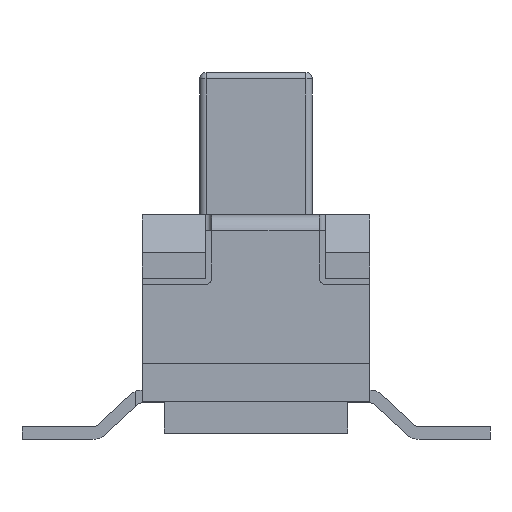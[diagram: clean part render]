
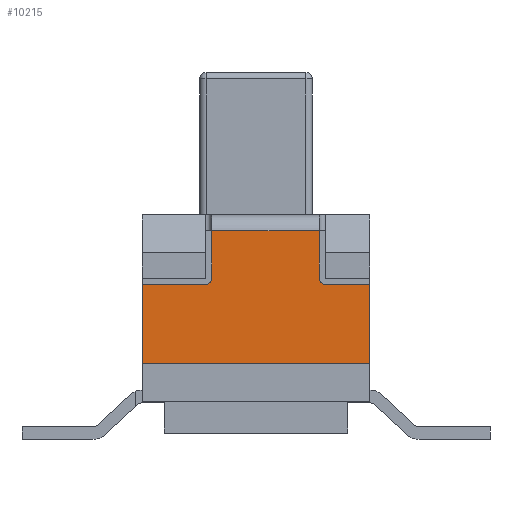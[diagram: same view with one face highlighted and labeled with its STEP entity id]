
A CAD part, left-side view. The second image highlights one B-rep face of the part: STEP entity #10215.
In plain terms, the highlighted planar face has unit normal (-1, 0, 0).
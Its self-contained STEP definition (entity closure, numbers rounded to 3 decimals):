
#214 = LINE ( 'NONE', #8694, #9234 ) ;
#313 = VERTEX_POINT ( 'NONE', #11247 ) ;
#717 = CARTESIAN_POINT ( 'NONE',  ( -4.55, -1.8, -1.1 ) ) ;
#951 = VECTOR ( 'NONE', #6809, 1000. ) ;
#1056 = DIRECTION ( 'NONE',  ( 0., 1., 0. ) ) ;
#1801 = CARTESIAN_POINT ( 'NONE',  ( -4.55, 1.8, -2.353 ) ) ;
#2695 = CARTESIAN_POINT ( 'NONE',  ( -4.55, -1.8, -2.353 ) ) ;
#3061 = VERTEX_POINT ( 'NONE', #10927 ) ;
#3191 = AXIS2_PLACEMENT_3D ( 'NONE', #12650, #9688, #15754 ) ;
#3357 = DIRECTION ( 'NONE',  ( 0., 0., -1. ) ) ;
#3397 = ORIENTED_EDGE ( 'NONE', *, *, #8421, .T. ) ;
#3481 = ORIENTED_EDGE ( 'NONE', *, *, #5426, .T. ) ;
#3553 = LINE ( 'NONE', #15271, #11998 ) ;
#3773 = CARTESIAN_POINT ( 'NONE',  ( -4.55, -1.8, -2.353 ) ) ;
#3782 = LINE ( 'NONE', #717, #4025 ) ;
#4025 = VECTOR ( 'NONE', #11446, 1000. ) ;
#4479 = VECTOR ( 'NONE', #13786, 1000. ) ;
#5279 = LINE ( 'NONE', #13856, #6986 ) ;
#5305 = DIRECTION ( 'NONE',  ( 1., 0., 0. ) ) ;
#5367 = CARTESIAN_POINT ( 'NONE',  ( -4.55, -1., -0.25 ) ) ;
#5426 = EDGE_CURVE ( 'NONE', #9997, #13713, #19091, .T. ) ;
#5521 = VERTEX_POINT ( 'NONE', #19469 ) ;
#5650 = CARTESIAN_POINT ( 'NONE',  ( -4.55, 1.8, -1.1 ) ) ;
#5686 = CIRCLE ( 'NONE', #9127, 0.1 ) ;
#5721 = VERTEX_POINT ( 'NONE', #13715 ) ;
#5906 = ORIENTED_EDGE ( 'NONE', *, *, #10061, .T. ) ;
#6396 = LINE ( 'NONE', #16694, #4479 ) ;
#6809 = DIRECTION ( 'NONE',  ( 0., -1., 0. ) ) ;
#6986 = VECTOR ( 'NONE', #3357, 1000. ) ;
#7531 = CARTESIAN_POINT ( 'NONE',  ( -4.55, -1.8, -1.1 ) ) ;
#7718 = DIRECTION ( 'NONE',  ( 1., 0., 0. ) ) ;
#8421 = EDGE_CURVE ( 'NONE', #13713, #17108, #8546, .T. ) ;
#8546 = LINE ( 'NONE', #3773, #15872 ) ;
#8656 = DIRECTION ( 'NONE',  ( 0., 0., 1. ) ) ;
#8694 = CARTESIAN_POINT ( 'NONE',  ( -4.55, 0.7, -0.25 ) ) ;
#8892 = AXIS2_PLACEMENT_3D ( 'NONE', #19590, #7718, #13743 ) ;
#9127 = AXIS2_PLACEMENT_3D ( 'NONE', #18856, #5305, #17583 ) ;
#9234 = VECTOR ( 'NONE', #1056, 1000. ) ;
#9579 = EDGE_CURVE ( 'NONE', #3061, #9997, #9763, .T. ) ;
#9688 = DIRECTION ( 'NONE',  ( -1., 0., 0. ) ) ;
#9711 = EDGE_CURVE ( 'NONE', #14508, #5721, #214, .T. ) ;
#9763 = LINE ( 'NONE', #5650, #10172 ) ;
#9870 = ORIENTED_EDGE ( 'NONE', *, *, #14472, .T. ) ;
#9997 = VERTEX_POINT ( 'NONE', #11890 ) ;
#10061 = EDGE_CURVE ( 'NONE', #5721, #313, #5279, .T. ) ;
#10143 = CIRCLE ( 'NONE', #8892, 0.1 ) ;
#10172 = VECTOR ( 'NONE', #15845, 1000. ) ;
#10215 = ADVANCED_FACE ( 'NONE', ( #18613 ), #16950, .T. ) ;
#10822 = EDGE_CURVE ( 'NONE', #13889, #3061, #6396, .T. ) ;
#10927 = CARTESIAN_POINT ( 'NONE',  ( -4.55, 1.8, -1.1 ) ) ;
#11247 = CARTESIAN_POINT ( 'NONE',  ( -4.55, 0.7, -1. ) ) ;
#11446 = DIRECTION ( 'NONE',  ( 0., 1., 0. ) ) ;
#11660 = ORIENTED_EDGE ( 'NONE', *, *, #9579, .T. ) ;
#11890 = CARTESIAN_POINT ( 'NONE',  ( -4.55, 1.8, -2.353 ) ) ;
#11998 = VECTOR ( 'NONE', #16746, 1000. ) ;
#12163 = ORIENTED_EDGE ( 'NONE', *, *, #15021, .T. ) ;
#12650 = CARTESIAN_POINT ( 'NONE',  ( -4.55, -1.1, -1. ) ) ;
#13034 = ORIENTED_EDGE ( 'NONE', *, *, #13320, .T. ) ;
#13320 = EDGE_CURVE ( 'NONE', #15762, #5521, #10143, .T. ) ;
#13706 = CARTESIAN_POINT ( 'NONE',  ( -4.55, 0.8, -1.1 ) ) ;
#13713 = VERTEX_POINT ( 'NONE', #2695 ) ;
#13715 = CARTESIAN_POINT ( 'NONE',  ( -4.55, 0.7, -0.25 ) ) ;
#13743 = DIRECTION ( 'NONE',  ( 0., 0., 1. ) ) ;
#13786 = DIRECTION ( 'NONE',  ( 0., 1., 0. ) ) ;
#13856 = CARTESIAN_POINT ( 'NONE',  ( -4.55, 0.7, -0.25 ) ) ;
#13889 = VERTEX_POINT ( 'NONE', #13706 ) ;
#14076 = EDGE_CURVE ( 'NONE', #313, #13889, #5686, .T. ) ;
#14472 = EDGE_CURVE ( 'NONE', #5521, #14508, #3553, .T. ) ;
#14508 = VERTEX_POINT ( 'NONE', #5367 ) ;
#15021 = EDGE_CURVE ( 'NONE', #17108, #15762, #3782, .T. ) ;
#15210 = ORIENTED_EDGE ( 'NONE', *, *, #14076, .T. ) ;
#15271 = CARTESIAN_POINT ( 'NONE',  ( -4.55, -1., -0.25 ) ) ;
#15329 = CARTESIAN_POINT ( 'NONE',  ( -4.55, -1.1, -1.1 ) ) ;
#15754 = DIRECTION ( 'NONE',  ( 0., 0., 1. ) ) ;
#15762 = VERTEX_POINT ( 'NONE', #15329 ) ;
#15845 = DIRECTION ( 'NONE',  ( 0., 0., -1. ) ) ;
#15872 = VECTOR ( 'NONE', #8656, 1000. ) ;
#16619 = ORIENTED_EDGE ( 'NONE', *, *, #9711, .T. ) ;
#16694 = CARTESIAN_POINT ( 'NONE',  ( -4.55, 0.8, -1.1 ) ) ;
#16746 = DIRECTION ( 'NONE',  ( 0., 0., 1. ) ) ;
#16950 = PLANE ( 'NONE',  #3191 ) ;
#17108 = VERTEX_POINT ( 'NONE', #7531 ) ;
#17583 = DIRECTION ( 'NONE',  ( 0., 0., -1. ) ) ;
#17768 = ORIENTED_EDGE ( 'NONE', *, *, #10822, .T. ) ;
#17868 = EDGE_LOOP ( 'NONE', ( #16619, #5906, #15210, #17768, #11660, #3481, #3397, #12163, #13034, #9870 ) ) ;
#18613 = FACE_OUTER_BOUND ( 'NONE', #17868, .T. ) ;
#18856 = CARTESIAN_POINT ( 'NONE',  ( -4.55, 0.8, -1. ) ) ;
#19091 = LINE ( 'NONE', #1801, #951 ) ;
#19469 = CARTESIAN_POINT ( 'NONE',  ( -4.55, -1., -1. ) ) ;
#19590 = CARTESIAN_POINT ( 'NONE',  ( -4.55, -1.1, -1. ) ) ;
